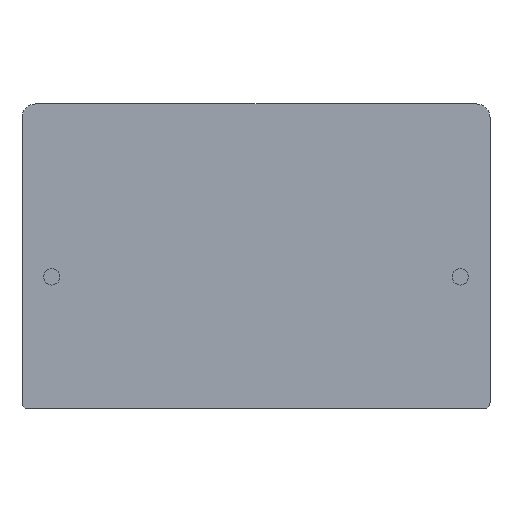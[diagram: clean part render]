
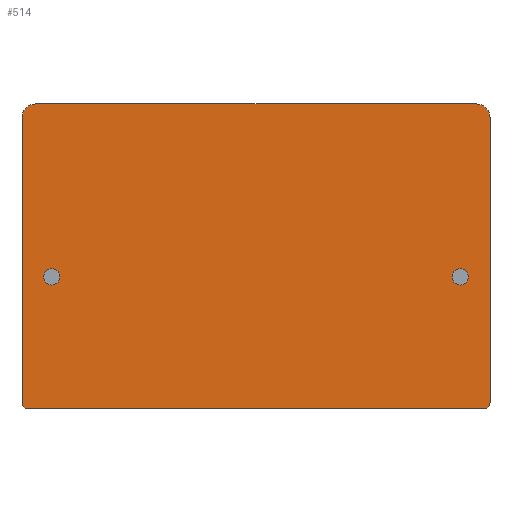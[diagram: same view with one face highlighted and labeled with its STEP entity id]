
A CAD part, left-side view. The second image highlights one B-rep face of the part: STEP entity #514.
In plain terms, the highlighted planar face has unit normal (-1, 0, 0).
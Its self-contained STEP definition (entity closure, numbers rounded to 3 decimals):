
#88=AXIS2_PLACEMENT_3D('Circle Axis2P3D',#86,#87,$) ;
#110=AXIS2_PLACEMENT_3D('Circle Axis2P3D',#108,#109,$) ;
#254=AXIS2_PLACEMENT_3D('Circle Axis2P3D',#252,#253,$) ;
#302=AXIS2_PLACEMENT_3D('Circle Axis2P3D',#300,#301,$) ;
#376=AXIS2_PLACEMENT_3D('Circle Axis2P3D',#374,#375,$) ;
#402=AXIS2_PLACEMENT_3D('Circle Axis2P3D',#400,#401,$) ;
#433=AXIS2_PLACEMENT_3D('Circle Axis2P3D',#431,#432,$) ;
#459=AXIS2_PLACEMENT_3D('Circle Axis2P3D',#457,#458,$) ;
#492=AXIS2_PLACEMENT_3D('Plane Axis2P3D',#489,#490,#491) ;
#41=CARTESIAN_POINT('Vertex',(2.625,68.5,0.75)) ;
#46=CARTESIAN_POINT('Line Origine',(2.625,68.5,21.625)) ;
#50=CARTESIAN_POINT('Vertex',(2.625,68.5,42.5)) ;
#81=CARTESIAN_POINT('Vertex',(2.625,68.28,0.22)) ;
#86=CARTESIAN_POINT('Axis2P3D Location',(2.625,67.75,0.75)) ;
#108=CARTESIAN_POINT('Axis2P3D Location',(2.625,66.5,42.5)) ;
#112=CARTESIAN_POINT('Vertex',(2.625,66.5,44.5)) ;
#208=CARTESIAN_POINT('Vertex',(2.625,68.061,0.)) ;
#211=CARTESIAN_POINT('Line Origine',(2.625,68.17,0.11)) ;
#228=CARTESIAN_POINT('Line Origine',(2.625,34.25,44.5)) ;
#232=CARTESIAN_POINT('Vertex',(2.625,2.,44.5)) ;
#252=CARTESIAN_POINT('Axis2P3D Location',(2.625,2.,42.5)) ;
#256=CARTESIAN_POINT('Vertex',(2.625,0.,42.5)) ;
#276=CARTESIAN_POINT('Line Origine',(2.625,0.,21.625)) ;
#280=CARTESIAN_POINT('Vertex',(2.625,0.,0.75)) ;
#300=CARTESIAN_POINT('Axis2P3D Location',(2.625,0.75,0.75)) ;
#304=CARTESIAN_POINT('Vertex',(2.625,0.22,0.22)) ;
#324=CARTESIAN_POINT('Line Origine',(2.625,0.33,0.11)) ;
#328=CARTESIAN_POINT('Vertex',(2.625,0.439,0.)) ;
#348=CARTESIAN_POINT('Line Origine',(2.625,34.25,0.)) ;
#369=CARTESIAN_POINT('Vertex',(2.625,62.95,19.2)) ;
#374=CARTESIAN_POINT('Axis2P3D Location',(2.625,64.15,19.2)) ;
#378=CARTESIAN_POINT('Vertex',(2.625,65.35,19.2)) ;
#400=CARTESIAN_POINT('Axis2P3D Location',(2.625,64.15,19.2)) ;
#426=CARTESIAN_POINT('Vertex',(2.625,3.15,19.2)) ;
#431=CARTESIAN_POINT('Axis2P3D Location',(2.625,4.35,19.2)) ;
#435=CARTESIAN_POINT('Vertex',(2.625,5.55,19.2)) ;
#457=CARTESIAN_POINT('Axis2P3D Location',(2.625,4.35,19.2)) ;
#489=CARTESIAN_POINT('Axis2P3D Location',(2.625,34.25,0.)) ;
#47=DIRECTION('Vector Direction',(0.,0.,1.)) ;
#87=DIRECTION('Axis2P3D Direction',(1.,0.,0.)) ;
#109=DIRECTION('Axis2P3D Direction',(1.,0.,0.)) ;
#212=DIRECTION('Vector Direction',(0.,0.707,0.707)) ;
#229=DIRECTION('Vector Direction',(0.,1.,0.)) ;
#253=DIRECTION('Axis2P3D Direction',(1.,0.,0.)) ;
#277=DIRECTION('Vector Direction',(0.,0.,1.)) ;
#301=DIRECTION('Axis2P3D Direction',(1.,0.,0.)) ;
#325=DIRECTION('Vector Direction',(0.,0.707,-0.707)) ;
#349=DIRECTION('Vector Direction',(0.,1.,0.)) ;
#375=DIRECTION('Axis2P3D Direction',(-1.,0.,0.)) ;
#401=DIRECTION('Axis2P3D Direction',(-1.,0.,0.)) ;
#432=DIRECTION('Axis2P3D Direction',(-1.,0.,0.)) ;
#458=DIRECTION('Axis2P3D Direction',(-1.,0.,0.)) ;
#490=DIRECTION('Axis2P3D Direction',(1.,0.,0.)) ;
#491=DIRECTION('Axis2P3D XDirection',(0.,1.,0.)) ;
#48=VECTOR('Line Direction',#47,1.) ;
#213=VECTOR('Line Direction',#212,1.) ;
#230=VECTOR('Line Direction',#229,1.) ;
#278=VECTOR('Line Direction',#277,1.) ;
#326=VECTOR('Line Direction',#325,1.) ;
#350=VECTOR('Line Direction',#349,1.) ;
#495=ORIENTED_EDGE('',*,*,#90,.F.) ;
#496=ORIENTED_EDGE('',*,*,#215,.F.) ;
#497=ORIENTED_EDGE('',*,*,#352,.F.) ;
#498=ORIENTED_EDGE('',*,*,#330,.F.) ;
#499=ORIENTED_EDGE('',*,*,#306,.F.) ;
#500=ORIENTED_EDGE('',*,*,#282,.F.) ;
#501=ORIENTED_EDGE('',*,*,#258,.F.) ;
#502=ORIENTED_EDGE('',*,*,#234,.F.) ;
#503=ORIENTED_EDGE('',*,*,#114,.F.) ;
#504=ORIENTED_EDGE('',*,*,#52,.F.) ;
#507=ORIENTED_EDGE('',*,*,#380,.F.) ;
#508=ORIENTED_EDGE('',*,*,#404,.F.) ;
#511=ORIENTED_EDGE('',*,*,#461,.F.) ;
#512=ORIENTED_EDGE('',*,*,#437,.F.) ;
#509=FACE_BOUND('',#506,.T.) ;
#513=FACE_BOUND('',#510,.T.) ;
#514=ADVANCED_FACE('Hauptk\X2\00F6\X0\rper',(#505,#509,#513),#493,.F.) ;
#89=CIRCLE('generated circle',#88,0.75) ;
#111=CIRCLE('generated circle',#110,2.) ;
#255=CIRCLE('generated circle',#254,2.) ;
#303=CIRCLE('generated circle',#302,0.75) ;
#377=CIRCLE('generated circle',#376,1.2) ;
#403=CIRCLE('generated circle',#402,1.2) ;
#434=CIRCLE('generated circle',#433,1.2) ;
#460=CIRCLE('generated circle',#459,1.2) ;
#52=EDGE_CURVE('',#42,#51,#49,.T.) ;
#90=EDGE_CURVE('',#82,#42,#89,.T.) ;
#114=EDGE_CURVE('',#51,#113,#111,.T.) ;
#215=EDGE_CURVE('',#209,#82,#214,.T.) ;
#234=EDGE_CURVE('',#113,#233,#231,.F.) ;
#258=EDGE_CURVE('',#233,#257,#255,.T.) ;
#282=EDGE_CURVE('',#257,#281,#279,.F.) ;
#306=EDGE_CURVE('',#281,#305,#303,.T.) ;
#330=EDGE_CURVE('',#305,#329,#327,.T.) ;
#352=EDGE_CURVE('',#329,#209,#351,.T.) ;
#380=EDGE_CURVE('',#370,#379,#377,.T.) ;
#404=EDGE_CURVE('',#379,#370,#403,.T.) ;
#437=EDGE_CURVE('',#427,#436,#434,.T.) ;
#461=EDGE_CURVE('',#436,#427,#460,.T.) ;
#494=EDGE_LOOP('',(#495,#496,#497,#498,#499,#500,#501,#502,#503,#504)) ;
#506=EDGE_LOOP('',(#507,#508)) ;
#510=EDGE_LOOP('',(#511,#512)) ;
#505=FACE_OUTER_BOUND('',#494,.T.) ;
#49=LINE('Line',#46,#48) ;
#214=LINE('Line',#211,#213) ;
#231=LINE('Line',#228,#230) ;
#279=LINE('Line',#276,#278) ;
#327=LINE('Line',#324,#326) ;
#351=LINE('Line',#348,#350) ;
#493=PLANE('',#492) ;
#42=VERTEX_POINT('',#41) ;
#51=VERTEX_POINT('',#50) ;
#82=VERTEX_POINT('',#81) ;
#113=VERTEX_POINT('',#112) ;
#209=VERTEX_POINT('',#208) ;
#233=VERTEX_POINT('',#232) ;
#257=VERTEX_POINT('',#256) ;
#281=VERTEX_POINT('',#280) ;
#305=VERTEX_POINT('',#304) ;
#329=VERTEX_POINT('',#328) ;
#370=VERTEX_POINT('',#369) ;
#379=VERTEX_POINT('',#378) ;
#427=VERTEX_POINT('',#426) ;
#436=VERTEX_POINT('',#435) ;
